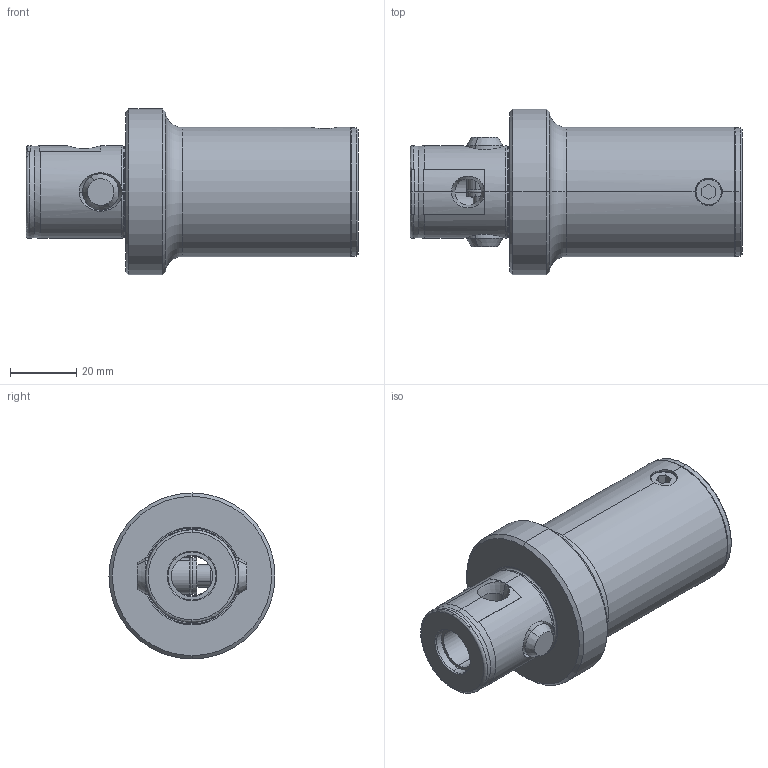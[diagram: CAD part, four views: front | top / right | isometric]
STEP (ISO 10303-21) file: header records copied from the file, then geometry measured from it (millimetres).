
FILE_DESCRIPTION (( 'STEP AP214' ), '1' );
FILE_NAME ('11.332.540.STEP', '2014-04-18T14:21:55', ( '' ), ( '' ), 'SwSTEP 2.0', 'SolidWorks 2014', '' );
FILE_SCHEMA (( 'AUTOMOTIVE_DESIGN' ));
Length unit declared in the file: millimetre
Products named in the file (7): 10.332.540_11.332.540; 10.690.43X_10.690.434; 10.691.50X_10.691.505; 691-50XRing_10.691.505Ring; 10.332.54X_10.332.540; 11.332.540
Assembly tree (6 placements, depth 4):
  11.332.540
    10.332.540_11.332.540
      10.332.54X_10.332.540
      10.691.50X_10.691.505
        10.691.50X_10.691.505
        691-50XRing_10.691.505Ring
      10.690.43X_10.690.434
Bounding box: 100 x 50 x 50 mm (x, y, z)
Volume: 89435 mm3; surface area: 22445.1 mm2
Topology: 4 solids, 4 shells, 151 faces, 343 edges, 203 vertices
Faces by surface type: cylinder 51, cone 45, plane 42, torus 11, bspline 2
Entity records: 5263 total; most frequent: CARTESIAN_POINT 1567, DIRECTION 768, ORIENTED_EDGE 682, EDGE_CURVE 341, AXIS2_PLACEMENT_3D 311, VERTEX_POINT 203, EDGE_LOOP 166, ADVANCED_FACE 151
